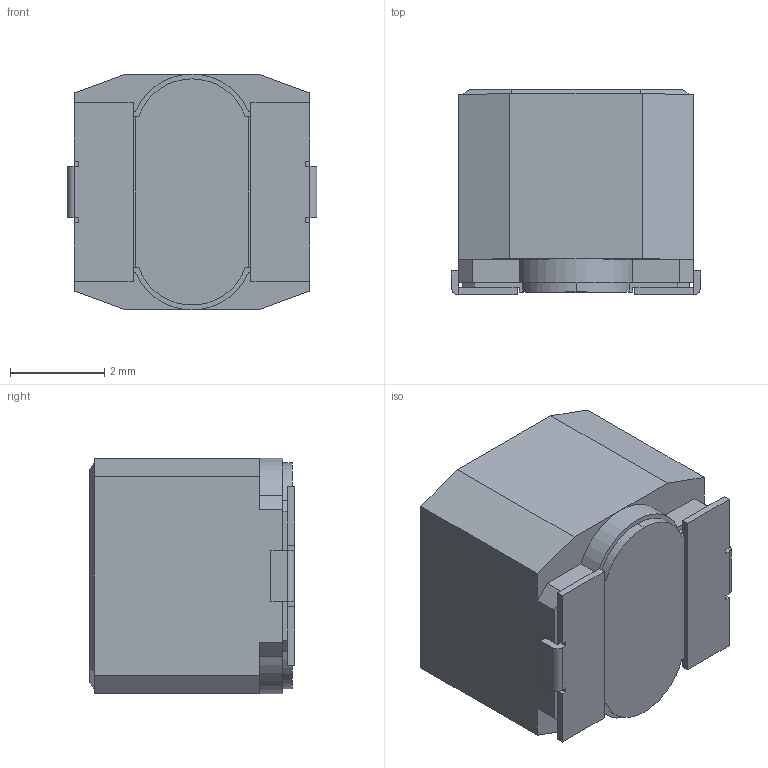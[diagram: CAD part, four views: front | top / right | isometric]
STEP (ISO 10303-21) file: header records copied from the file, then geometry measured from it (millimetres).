
FILE_DESCRIPTION (( 'STEP AP214' ), '1' );
FILE_NAME ('VLS5045EX-H.STEP', '2020-09-11T12:47:18', ( 'TDK' ), ( '' ), 'SwSTEP 2.0', 'SolidWorks 2020', '' );
FILE_SCHEMA (( 'AUTOMOTIVE_DESIGN' ));
Length unit declared in the file: millimetre
Products named in the file (3): VLS5045EX-H; VLS5045EX-H_T(3Dmodel); VLS5045EX-H_C(3Dmodel)
Assembly tree (2 placements, depth 2):
  VLS5045EX-H
    VLS5045EX-H_C(3Dmodel)
    VLS5045EX-H_T(3Dmodel)
Bounding box: 5.3 x 4.35 x 5 mm (x, y, z)
Volume: 100.7 mm3; surface area: 194.8 mm2
Topology: 4 solids, 4 shells, 409 faces, 1101 edges, 733 vertices
Faces by surface type: plane 339, bspline 60, cylinder 10
Entity records: 19855 total; most frequent: CARTESIAN_POINT 6356, ORIENTED_EDGE 2202, DIRECTION 1710, EDGE_CURVE 1101, VECTOR 960, LINE 960, VERTEX_POINT 733, EDGE_LOOP 442
